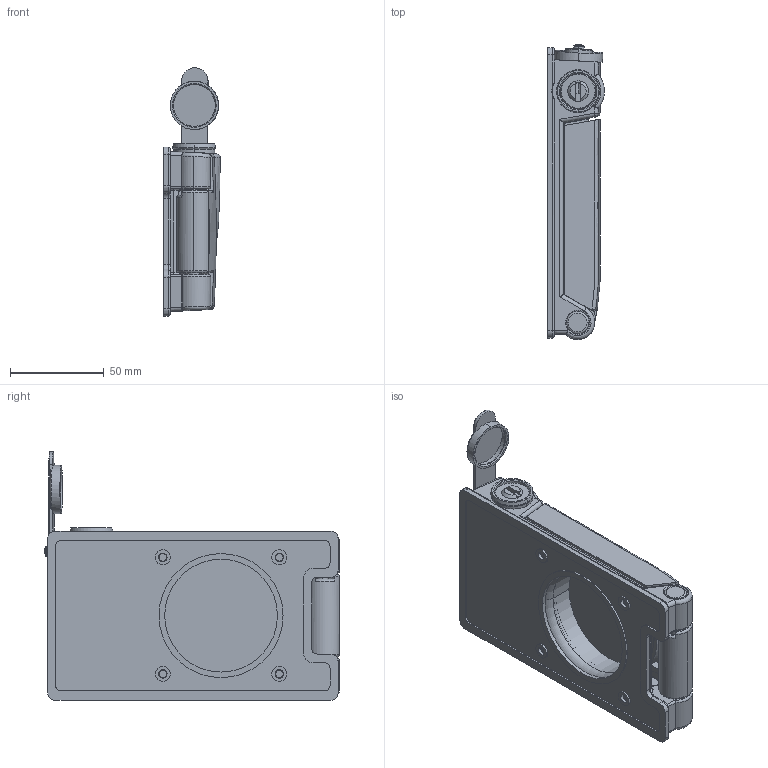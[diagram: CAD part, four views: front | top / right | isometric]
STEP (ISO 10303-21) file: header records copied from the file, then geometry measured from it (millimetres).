
FILE_DESCRIPTION (( 'STEP AP203' ), '1' );
FILE_NAME ('sone3D.STEP', '2016-05-30T06:50:59', ( '' ), ( '' ), 'SwSTEP 2.0', 'SolidWorks 2014', '' );
FILE_SCHEMA (( 'CONFIG_CONTROL_DESIGN' ));
Length unit declared in the file: millimetre
Products named in the file (16): C-440-0 キーキャップ; C-440-0 裏カバー; 廫帤寠晅側傋偹偠M3_M3亊6; C-440-0 防水台座; C-440-0ワッシャー_; 廫帤寠晅嶮偹偠M3_M3亊L4; sone3D; 僒僢僔梡嶮彫偹偠M4_M4亊8; C-440-0 薄平リベット; C-440-0 本体ケース; TAK80-4 ローター_公_TAK80-4-0; C-440-0 蓋; TAK80-4 ハウジング_公_TAK80-4公開用; C-440-0 防水蓋パッキン; TAK80; C-440-0 リングタッププレート
Assembly tree (21 placements, depth 3):
  sone3D
    C-440-0 本体ケース
    C-440-0 蓋
    C-440-0 防水蓋パッキン
    C-440-0 リングタッププレート
    C-440-0 裏カバー
    C-440-0 防水台座
    廫帤寠晅嶮偹偠M3_M3亊L4  x4
    僒僢僔梡嶮彫偹偠M4_M4亊8  x4
    C-440-0 薄平リベット
    TAK80
      TAK80-4 ローター_公_TAK80-4-0
      TAK80-4 ハウジング_公_TAK80-4公開用
    C-440-0 キーキャップ
    廫帤寠晅側傋偹偠M3_M3亊6
    C-440-0ワッシャー_
Bounding box: 30.21 x 156.92 x 132.15 mm (x, y, z)
Volume: 172133.8 mm3; surface area: 133583.8 mm2
Topology: 20 solids, 20 shells, 1115 faces, 2699 edges, 1645 vertices
Faces by surface type: plane 408, cylinder 401, cone 118, torus 90, bspline 77, sphere 21
Entity records: 32275 total; most frequent: CARTESIAN_POINT 9197, DIRECTION 4498, ORIENTED_EDGE 4454, EDGE_CURVE 2227, AXIS2_PLACEMENT_3D 1738, VERTEX_POINT 1368, EDGE_LOOP 1031, LINE 1022
